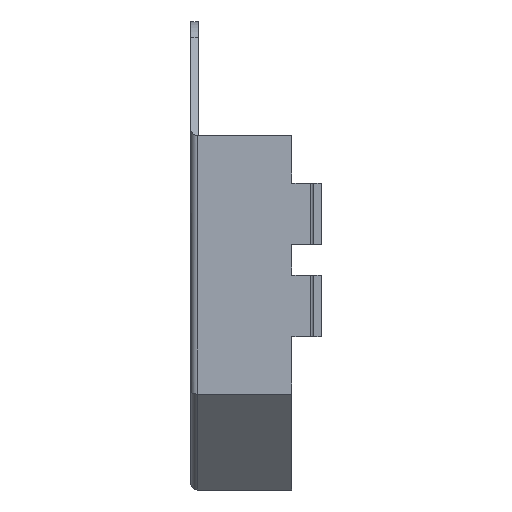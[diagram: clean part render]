
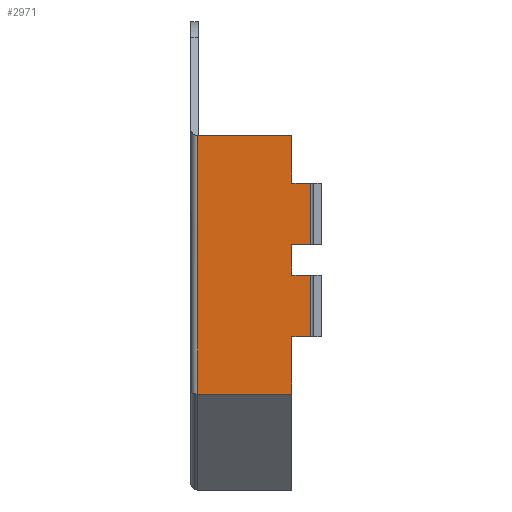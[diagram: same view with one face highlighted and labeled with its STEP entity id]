
A CAD part, left-side view. The second image highlights one B-rep face of the part: STEP entity #2971.
In plain terms, the highlighted planar face has unit normal (-1, 0, 0).
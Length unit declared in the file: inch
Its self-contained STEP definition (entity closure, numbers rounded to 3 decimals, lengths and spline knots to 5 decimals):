
#87 = DIRECTION ( 'NONE',  ( 0., 1., 0. ) ) ;
#159 = ORIENTED_EDGE ( 'NONE', *, *, #1420, .F. ) ;
#219 = CARTESIAN_POINT ( 'NONE',  ( -0.415, -0.00415, 0.15703 ) ) ;
#267 = EDGE_CURVE ( 'NONE', #387, #3426, #2671, .T. ) ;
#278 = LINE ( 'NONE', #2725, #4051 ) ;
#347 = FACE_OUTER_BOUND ( 'NONE', #967, .T. ) ;
#357 = LINE ( 'NONE', #2800, #590 ) ;
#387 = VERTEX_POINT ( 'NONE', #3272 ) ;
#435 = LINE ( 'NONE', #2886, #4039 ) ;
#457 = ORIENTED_EDGE ( 'NONE', *, *, #3253, .F. ) ;
#590 = VECTOR ( 'NONE', #928, 39.37008 ) ;
#605 = VERTEX_POINT ( 'NONE', #3374 ) ;
#632 = LINE ( 'NONE', #3100, #4070 ) ;
#680 = CARTESIAN_POINT ( 'NONE',  ( -0.415, 0.00485, -0.18 ) ) ;
#691 = LINE ( 'NONE', #3153, #3330 ) ;
#759 = VECTOR ( 'NONE', #3249, 39.37008 ) ;
#760 = EDGE_CURVE ( 'NONE', #3194, #1706, #691, .T. ) ;
#763 = VECTOR ( 'NONE', #3836, 39.37008 ) ;
#781 = CARTESIAN_POINT ( 'NONE',  ( -0.415, -0.12685, 0.15703 ) ) ;
#831 = EDGE_CURVE ( 'NONE', #878, #2750, #3159, .T. ) ;
#839 = DIRECTION ( 'NONE',  ( 0., 0., -1. ) ) ;
#878 = VERTEX_POINT ( 'NONE', #3906 ) ;
#928 = DIRECTION ( 'NONE',  ( 0., -1., 0. ) ) ;
#940 = EDGE_CURVE ( 'NONE', #3350, #2764, #3315, .T. ) ;
#967 = EDGE_LOOP ( 'NONE', ( #3122, #1978, #1998, #1122, #3942, #1490, #2911, #3935, #1203, #457, #1656, #2064, #159 ) ) ;
#1007 = EDGE_CURVE ( 'NONE', #3712, #2196, #1368, .T. ) ;
#1016 = DIRECTION ( 'NONE',  ( 0., 0., -1. ) ) ;
#1028 = VECTOR ( 'NONE', #4335, 39.37008 ) ;
#1122 = ORIENTED_EDGE ( 'NONE', *, *, #2519, .F. ) ;
#1203 = ORIENTED_EDGE ( 'NONE', *, *, #267, .T. ) ;
#1251 = DIRECTION ( 'NONE',  ( 0., 0., 1. ) ) ;
#1282 = CARTESIAN_POINT ( 'NONE',  ( -0.415, -0.12685, -0.18 ) ) ;
#1295 = DIRECTION ( 'NONE',  ( 0., 0., -1. ) ) ;
#1305 = DIRECTION ( 'NONE',  ( 0., -1., 0. ) ) ;
#1310 = CARTESIAN_POINT ( 'NONE',  ( -0.415, -0.12685, 0.015 ) ) ;
#1368 = LINE ( 'NONE', #3813, #2889 ) ;
#1395 = CARTESIAN_POINT ( 'NONE',  ( -0.415, -0.15145, -0.18 ) ) ;
#1416 = CARTESIAN_POINT ( 'NONE',  ( -0.415, -0.00415, -0.18 ) ) ;
#1420 = EDGE_CURVE ( 'NONE', #2701, #2309, #278, .T. ) ;
#1472 = CARTESIAN_POINT ( 'NONE',  ( -0.415, -0.00415, -0.18 ) ) ;
#1476 = EDGE_CURVE ( 'NONE', #878, #2196, #3234, .T. ) ;
#1490 = ORIENTED_EDGE ( 'NONE', *, *, #1476, .T. ) ;
#1540 = CARTESIAN_POINT ( 'NONE',  ( -0.415, -0.15145, -0.025 ) ) ;
#1591 = EDGE_CURVE ( 'NONE', #605, #1706, #632, .T. ) ;
#1611 = CARTESIAN_POINT ( 'NONE',  ( -0.415, 0.00485, -0.18 ) ) ;
#1656 = ORIENTED_EDGE ( 'NONE', *, *, #940, .T. ) ;
#1706 = VERTEX_POINT ( 'NONE', #1540 ) ;
#1792 = EDGE_CURVE ( 'NONE', #2764, #2309, #3472, .T. ) ;
#1902 = CARTESIAN_POINT ( 'NONE',  ( -0.415, -0.12685, -0.18 ) ) ;
#1938 = DIRECTION ( 'NONE',  ( 0., -1., 0. ) ) ;
#1978 = ORIENTED_EDGE ( 'NONE', *, *, #1591, .T. ) ;
#1998 = ORIENTED_EDGE ( 'NONE', *, *, #760, .F. ) ;
#2022 = EDGE_CURVE ( 'NONE', #605, #2701, #3932, .T. ) ;
#2030 = CARTESIAN_POINT ( 'NONE',  ( -0.415, -0.12685, 0.015 ) ) ;
#2036 = CARTESIAN_POINT ( 'NONE',  ( -0.415, -0.12685, -0.105 ) ) ;
#2064 = ORIENTED_EDGE ( 'NONE', *, *, #1792, .T. ) ;
#2103 = VECTOR ( 'NONE', #3757, 39.37008 ) ;
#2196 = VERTEX_POINT ( 'NONE', #2364 ) ;
#2220 = AXIS2_PLACEMENT_3D ( 'NONE', #680, #3142, #1295 ) ;
#2309 = VERTEX_POINT ( 'NONE', #1282 ) ;
#2364 = CARTESIAN_POINT ( 'NONE',  ( -0.415, -0.15145, 0.095 ) ) ;
#2519 = EDGE_CURVE ( 'NONE', #2750, #3194, #435, .T. ) ;
#2580 = PLANE ( 'NONE',  #2220 ) ;
#2587 = VECTOR ( 'NONE', #4054, 39.37008 ) ;
#2671 = LINE ( 'NONE', #781, #759 ) ;
#2701 = VERTEX_POINT ( 'NONE', #4194 ) ;
#2725 = CARTESIAN_POINT ( 'NONE',  ( -0.415, -0.12685, -0.18 ) ) ;
#2750 = VERTEX_POINT ( 'NONE', #2030 ) ;
#2764 = VERTEX_POINT ( 'NONE', #1416 ) ;
#2800 = CARTESIAN_POINT ( 'NONE',  ( -0.415, 0.00485, 0.15703 ) ) ;
#2886 = CARTESIAN_POINT ( 'NONE',  ( -0.415, -0.12685, -0.18 ) ) ;
#2889 = VECTOR ( 'NONE', #1938, 39.37008 ) ;
#2911 = ORIENTED_EDGE ( 'NONE', *, *, #1007, .F. ) ;
#2915 = EDGE_CURVE ( 'NONE', #387, #3712, #3773, .T. ) ;
#2971 = ADVANCED_FACE ( 'NONE', ( #347 ), #2580, .F. ) ;
#3100 = CARTESIAN_POINT ( 'NONE',  ( -0.415, -0.15145, -0.18 ) ) ;
#3122 = ORIENTED_EDGE ( 'NONE', *, *, #2022, .F. ) ;
#3142 = DIRECTION ( 'NONE',  ( 1., 0., 0. ) ) ;
#3153 = CARTESIAN_POINT ( 'NONE',  ( -0.415, -0.12685, -0.025 ) ) ;
#3159 = LINE ( 'NONE', #1310, #2103 ) ;
#3194 = VERTEX_POINT ( 'NONE', #3455 ) ;
#3234 = LINE ( 'NONE', #1395, #763 ) ;
#3249 = DIRECTION ( 'NONE',  ( 0., 1., 0. ) ) ;
#3253 = EDGE_CURVE ( 'NONE', #3350, #3426, #357, .T. ) ;
#3272 = CARTESIAN_POINT ( 'NONE',  ( -0.415, -0.12685, 0.15703 ) ) ;
#3315 = LINE ( 'NONE', #1472, #3547 ) ;
#3330 = VECTOR ( 'NONE', #1305, 39.37008 ) ;
#3350 = VERTEX_POINT ( 'NONE', #219 ) ;
#3374 = CARTESIAN_POINT ( 'NONE',  ( -0.415, -0.15145, -0.105 ) ) ;
#3426 = VERTEX_POINT ( 'NONE', #4048 ) ;
#3455 = CARTESIAN_POINT ( 'NONE',  ( -0.415, -0.12685, -0.025 ) ) ;
#3472 = LINE ( 'NONE', #1611, #2587 ) ;
#3547 = VECTOR ( 'NONE', #3909, 39.37008 ) ;
#3560 = VECTOR ( 'NONE', #87, 39.37008 ) ;
#3712 = VERTEX_POINT ( 'NONE', #4083 ) ;
#3757 = DIRECTION ( 'NONE',  ( 0., 1., 0. ) ) ;
#3773 = LINE ( 'NONE', #1902, #1028 ) ;
#3813 = CARTESIAN_POINT ( 'NONE',  ( -0.415, -0.12685, 0.095 ) ) ;
#3836 = DIRECTION ( 'NONE',  ( 0., 0., 1. ) ) ;
#3906 = CARTESIAN_POINT ( 'NONE',  ( -0.415, -0.15145, 0.015 ) ) ;
#3909 = DIRECTION ( 'NONE',  ( 0., 0., -1. ) ) ;
#3932 = LINE ( 'NONE', #2036, #3560 ) ;
#3935 = ORIENTED_EDGE ( 'NONE', *, *, #2915, .F. ) ;
#3942 = ORIENTED_EDGE ( 'NONE', *, *, #831, .F. ) ;
#4039 = VECTOR ( 'NONE', #1016, 39.37008 ) ;
#4048 = CARTESIAN_POINT ( 'NONE',  ( -0.415, -0.00485, 0.15703 ) ) ;
#4051 = VECTOR ( 'NONE', #839, 39.37008 ) ;
#4054 = DIRECTION ( 'NONE',  ( 0., -1., 0. ) ) ;
#4070 = VECTOR ( 'NONE', #1251, 39.37008 ) ;
#4083 = CARTESIAN_POINT ( 'NONE',  ( -0.415, -0.12685, 0.095 ) ) ;
#4194 = CARTESIAN_POINT ( 'NONE',  ( -0.415, -0.12685, -0.105 ) ) ;
#4335 = DIRECTION ( 'NONE',  ( 0., 0., -1. ) ) ;
